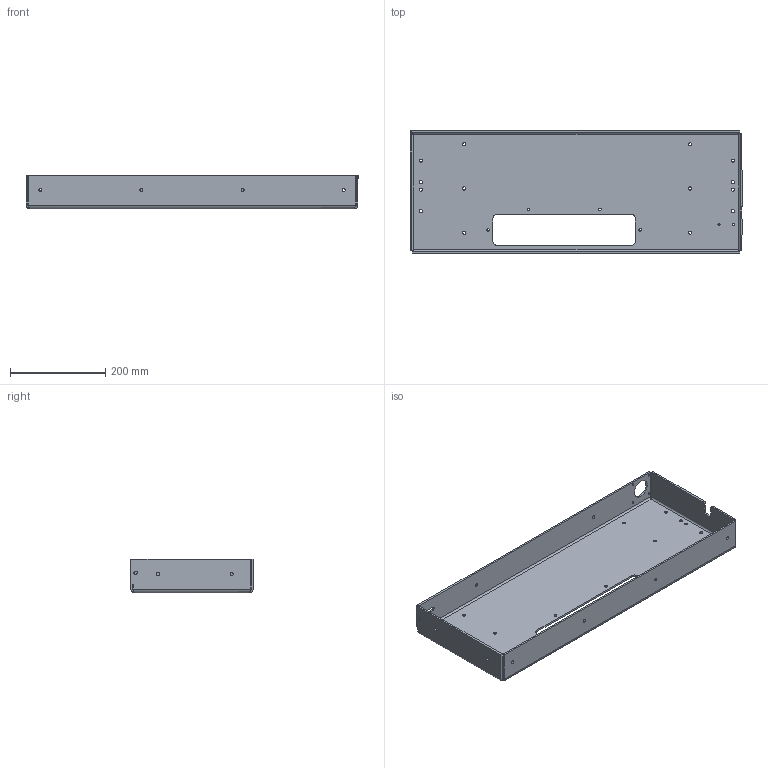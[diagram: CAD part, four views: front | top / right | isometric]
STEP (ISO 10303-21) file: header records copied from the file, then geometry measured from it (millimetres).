
FILE_DESCRIPTION (( 'STEP AP214' ), '1' );
FILE_NAME ('RecoaterWall.STEP', '2021-11-24T13:28:59', ( '' ), ( '' ), 'SwSTEP 2.0', 'SolidWorks 2020', '' );
FILE_SCHEMA (( 'AUTOMOTIVE_DESIGN' ));
Length unit declared in the file: millimetre
Products named in the file (1): RecoaterWall
Bounding box: 698 x 257 x 71 mm (x, y, z)
Volume: 1108759.9 mm3; surface area: 570682.9 mm2
Topology: 1 solids, 1 shells, 126 faces, 340 edges, 216 vertices
Faces by surface type: cylinder 84, plane 34, bspline 8
Entity records: 4718 total; most frequent: CARTESIAN_POINT 1299, DIRECTION 714, ORIENTED_EDGE 680, EDGE_CURVE 340, AXIS2_PLACEMENT_3D 271, VERTEX_POINT 216, EDGE_LOOP 198, VECTOR 172
